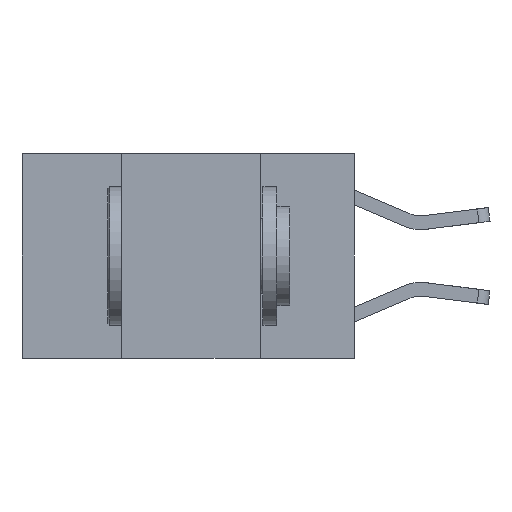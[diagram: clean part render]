
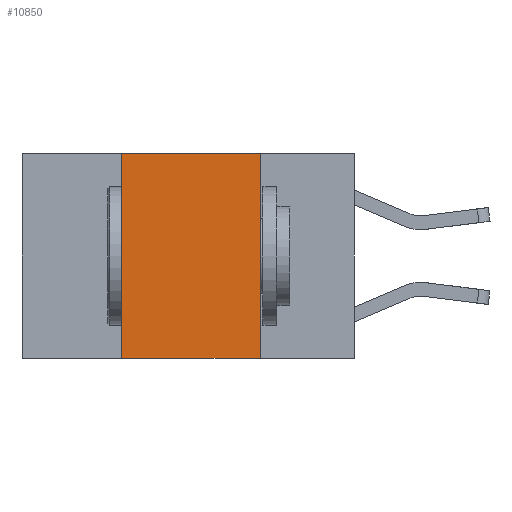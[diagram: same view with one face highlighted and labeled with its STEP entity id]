
A CAD part, left-side view. The second image highlights one B-rep face of the part: STEP entity #10850.
In plain terms, the highlighted planar face has unit normal (-1, 0, 0).
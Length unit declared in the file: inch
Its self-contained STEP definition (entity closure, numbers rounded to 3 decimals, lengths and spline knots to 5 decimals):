
#527 = CARTESIAN_POINT ( 'NONE',  ( 0., 0.17, 0. ) ) ;
#567 = DIRECTION ( 'NONE',  ( 0., -1., 0. ) ) ;
#604 = EDGE_LOOP ( 'NONE', ( #2294, #8668, #8456, #3347 ) ) ;
#740 = LINE ( 'NONE', #527, #9861 ) ;
#1486 = LINE ( 'NONE', #3102, #8371 ) ;
#1545 = FACE_OUTER_BOUND ( 'NONE', #604, .T. ) ;
#1922 = LINE ( 'NONE', #5160, #8996 ) ;
#2294 = ORIENTED_EDGE ( 'NONE', *, *, #4684, .F. ) ;
#2733 = VECTOR ( 'NONE', #4750, 39.37008 ) ;
#2967 = DIRECTION ( 'NONE',  ( 1., 0., 0. ) ) ;
#3102 = CARTESIAN_POINT ( 'NONE',  ( 0., 0.6, -0.37 ) ) ;
#3347 = ORIENTED_EDGE ( 'NONE', *, *, #4147, .T. ) ;
#3890 = VERTEX_POINT ( 'NONE', #10813 ) ;
#4147 = EDGE_CURVE ( 'NONE', #9152, #8491, #1486, .T. ) ;
#4386 = CARTESIAN_POINT ( 'NONE',  ( 0., 0.42, -0.37 ) ) ;
#4534 = EDGE_CURVE ( 'NONE', #9152, #3890, #9739, .T. ) ;
#4641 = AXIS2_PLACEMENT_3D ( 'NONE', #4793, #2967, #9154 ) ;
#4684 = EDGE_CURVE ( 'NONE', #9582, #8491, #740, .T. ) ;
#4750 = DIRECTION ( 'NONE',  ( 0., 0., 1. ) ) ;
#4793 = CARTESIAN_POINT ( 'NONE',  ( 0., 0.6, 0. ) ) ;
#5160 = CARTESIAN_POINT ( 'NONE',  ( 0., 0.6, 0. ) ) ;
#6067 = EDGE_CURVE ( 'NONE', #3890, #9582, #1922, .T. ) ;
#8329 = PLANE ( 'NONE',  #4641 ) ;
#8371 = VECTOR ( 'NONE', #8452, 39.37008 ) ;
#8452 = DIRECTION ( 'NONE',  ( 0., -1., 0. ) ) ;
#8456 = ORIENTED_EDGE ( 'NONE', *, *, #4534, .F. ) ;
#8491 = VERTEX_POINT ( 'NONE', #9106 ) ;
#8620 = DIRECTION ( 'NONE',  ( 0., 0., -1. ) ) ;
#8668 = ORIENTED_EDGE ( 'NONE', *, *, #6067, .F. ) ;
#8996 = VECTOR ( 'NONE', #567, 39.37008 ) ;
#9106 = CARTESIAN_POINT ( 'NONE',  ( 0., 0.17, -0.37 ) ) ;
#9152 = VERTEX_POINT ( 'NONE', #4386 ) ;
#9154 = DIRECTION ( 'NONE',  ( 0., 0., -1. ) ) ;
#9582 = VERTEX_POINT ( 'NONE', #9899 ) ;
#9739 = LINE ( 'NONE', #9888, #2733 ) ;
#9861 = VECTOR ( 'NONE', #8620, 39.37008 ) ;
#9888 = CARTESIAN_POINT ( 'NONE',  ( 0., 0.42, 0. ) ) ;
#9899 = CARTESIAN_POINT ( 'NONE',  ( 0., 0.17, 0. ) ) ;
#10813 = CARTESIAN_POINT ( 'NONE',  ( 0., 0.42, 0. ) ) ;
#10850 = ADVANCED_FACE ( 'NONE', ( #1545 ), #8329, .F. ) ;
